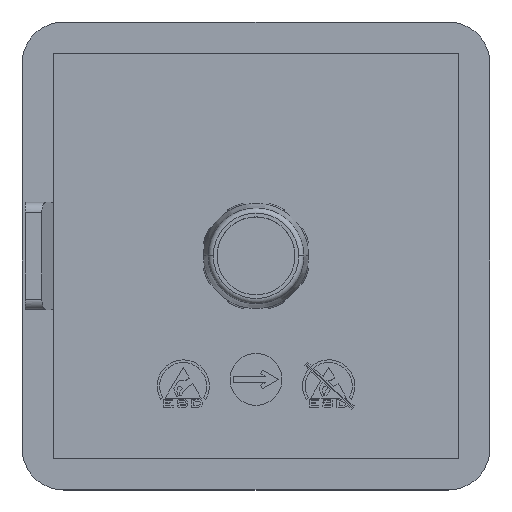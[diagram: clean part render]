
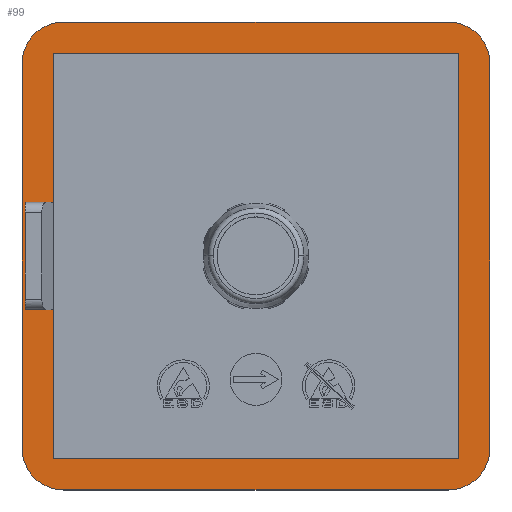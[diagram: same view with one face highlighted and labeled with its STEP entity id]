
A CAD part, top view. The second image highlights one B-rep face of the part: STEP entity #99.
In plain terms, the highlighted planar face has unit normal (0, 0, 1).
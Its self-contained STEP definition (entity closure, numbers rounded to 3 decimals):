
#99=ADVANCED_FACE('',(#452,#453),#454,.T.);
#452=FACE_OUTER_BOUND('',#1103,.T.);
#453=FACE_BOUND('',#1104,.T.);
#454=PLANE('',#1105);
#1103=EDGE_LOOP('',(#2103,#2104,#2105,#2106,#2107,#2108,#2109,#2110));
#1104=EDGE_LOOP('',(#2111,#2112,#2113,#2114,#2115,#2116,#2117,#2118));
#1105=AXIS2_PLACEMENT_3D('',#2119,#2120,#2121);
#2103=ORIENTED_EDGE('',*,*,#4668,.T.);
#2104=ORIENTED_EDGE('',*,*,#4669,.T.);
#2105=ORIENTED_EDGE('',*,*,#4670,.T.);
#2106=ORIENTED_EDGE('',*,*,#4671,.T.);
#2107=ORIENTED_EDGE('',*,*,#4672,.T.);
#2108=ORIENTED_EDGE('',*,*,#4673,.T.);
#2109=ORIENTED_EDGE('',*,*,#4674,.T.);
#2110=ORIENTED_EDGE('',*,*,#4675,.T.);
#2111=ORIENTED_EDGE('',*,*,#4676,.F.);
#2112=ORIENTED_EDGE('',*,*,#4677,.T.);
#2113=ORIENTED_EDGE('',*,*,#4678,.T.);
#2114=ORIENTED_EDGE('',*,*,#4679,.T.);
#2115=ORIENTED_EDGE('',*,*,#4680,.F.);
#2116=ORIENTED_EDGE('',*,*,#4681,.F.);
#2117=ORIENTED_EDGE('',*,*,#4682,.F.);
#2118=ORIENTED_EDGE('',*,*,#4683,.F.);
#2119=CARTESIAN_POINT('',(22.5,-22.5,4.0));
#2120=DIRECTION('',(-0.0,0.0,1.0));
#2121=DIRECTION('',(1.0,-0.0,0.0));
#4668=EDGE_CURVE('',#5784,#5785,#5786,.T.);
#4669=EDGE_CURVE('',#5785,#5787,#5788,.T.);
#4670=EDGE_CURVE('',#5787,#5789,#5790,.T.);
#4671=EDGE_CURVE('',#5789,#5791,#5792,.T.);
#4672=EDGE_CURVE('',#5791,#5793,#5794,.T.);
#4673=EDGE_CURVE('',#5793,#5795,#5796,.T.);
#4674=EDGE_CURVE('',#5795,#5797,#5798,.T.);
#4675=EDGE_CURVE('',#5797,#5784,#5799,.T.);
#4676=EDGE_CURVE('',#5800,#5801,#5802,.T.);
#4677=EDGE_CURVE('',#5800,#5803,#5804,.T.);
#4678=EDGE_CURVE('',#5803,#5805,#5806,.T.);
#4679=EDGE_CURVE('',#5805,#5807,#5808,.T.);
#4680=EDGE_CURVE('',#5809,#5807,#5810,.T.);
#4681=EDGE_CURVE('',#5811,#5809,#5812,.T.);
#4682=EDGE_CURVE('',#5813,#5811,#5814,.T.);
#4683=EDGE_CURVE('',#5801,#5813,#5815,.T.);
#5784=VERTEX_POINT('',#7436);
#5785=VERTEX_POINT('',#7437);
#5786=LINE('',#7438,#7439);
#5787=VERTEX_POINT('',#7440);
#5788=CIRCLE('',#7441,4.0);
#5789=VERTEX_POINT('',#7442);
#5790=LINE('',#7443,#7444);
#5791=VERTEX_POINT('',#7445);
#5792=CIRCLE('',#7446,4.0);
#5793=VERTEX_POINT('',#7447);
#5794=LINE('',#7448,#7449);
#5795=VERTEX_POINT('',#7450);
#5796=CIRCLE('',#7451,4.0);
#5797=VERTEX_POINT('',#7452);
#5798=LINE('',#7453,#7454);
#5799=CIRCLE('',#7455,4.0);
#5800=VERTEX_POINT('',#7456);
#5801=VERTEX_POINT('',#7457);
#5802=LINE('',#7458,#7459);
#5803=VERTEX_POINT('',#7460);
#5804=LINE('',#7461,#7462);
#5805=VERTEX_POINT('',#7463);
#5806=LINE('',#7464,#7465);
#5807=VERTEX_POINT('',#7466);
#5808=LINE('',#7467,#7468);
#5809=VERTEX_POINT('',#7469);
#5810=LINE('',#7470,#7471);
#5811=VERTEX_POINT('',#7472);
#5812=LINE('',#7473,#7474);
#5813=VERTEX_POINT('',#7475);
#5814=LINE('',#7476,#7477);
#5815=LINE('',#7478,#7479);
#7436=CARTESIAN_POINT('',(18.5,22.5,4.0));
#7437=CARTESIAN_POINT('',(-18.5,22.5,4.0));
#7438=CARTESIAN_POINT('',(-22.5,22.5,4.0));
#7439=VECTOR('',#9330,1000.0);
#7440=CARTESIAN_POINT('',(-22.5,18.5,4.0));
#7441=AXIS2_PLACEMENT_3D('',#9331,#9332,#9333);
#7442=CARTESIAN_POINT('',(-22.5,-18.5,4.0));
#7443=CARTESIAN_POINT('',(-22.5,22.5,4.0));
#7444=VECTOR('',#9334,1000.0);
#7445=CARTESIAN_POINT('',(-18.5,-22.5,4.0));
#7446=AXIS2_PLACEMENT_3D('',#9335,#9336,#9337);
#7447=CARTESIAN_POINT('',(18.5,-22.5,4.0));
#7448=CARTESIAN_POINT('',(-22.5,-22.5,4.0));
#7449=VECTOR('',#9338,1000.0);
#7450=CARTESIAN_POINT('',(22.5,-18.5,4.0));
#7451=AXIS2_PLACEMENT_3D('',#9339,#9340,#9341);
#7452=CARTESIAN_POINT('',(22.5,18.5,4.0));
#7453=CARTESIAN_POINT('',(22.5,22.5,4.0));
#7454=VECTOR('',#9342,1000.0);
#7455=AXIS2_PLACEMENT_3D('',#9343,#9344,#9345);
#7456=CARTESIAN_POINT('',(-19.5,-5.15,4.0));
#7457=CARTESIAN_POINT('',(-19.5,-19.5,4.0));
#7458=CARTESIAN_POINT('',(-19.5,19.5,4.0));
#7459=VECTOR('',#9346,1000.0);
#7460=CARTESIAN_POINT('',(-22.2,-5.15,4.0));
#7461=CARTESIAN_POINT('',(22.5,-5.15,4.0));
#7462=VECTOR('',#9347,1000.0);
#7463=CARTESIAN_POINT('',(-22.2,5.15,4.0));
#7464=CARTESIAN_POINT('',(-22.2,-22.5,4.0));
#7465=VECTOR('',#9348,1000.0);
#7466=CARTESIAN_POINT('',(-19.5,5.15,4.0));
#7467=CARTESIAN_POINT('',(22.5,5.15,4.0));
#7468=VECTOR('',#9349,1000.0);
#7469=CARTESIAN_POINT('',(-19.5,19.5,4.0));
#7470=CARTESIAN_POINT('',(-19.5,19.5,4.0));
#7471=VECTOR('',#9350,1000.0);
#7472=CARTESIAN_POINT('',(19.5,19.5,4.0));
#7473=CARTESIAN_POINT('',(-19.5,19.5,4.0));
#7474=VECTOR('',#9351,1000.0);
#7475=CARTESIAN_POINT('',(19.5,-19.5,4.0));
#7476=CARTESIAN_POINT('',(19.5,19.5,4.0));
#7477=VECTOR('',#9352,1000.0);
#7478=CARTESIAN_POINT('',(-19.5,-19.5,4.0));
#7479=VECTOR('',#9353,1000.0);
#9330=DIRECTION('',(-1.0,-0.0,-0.0));
#9331=CARTESIAN_POINT('',(-18.5,18.5,4.0));
#9332=DIRECTION('',(-0.0,0.0,1.0));
#9333=DIRECTION('',(1.0,0.0,0.0));
#9334=DIRECTION('',(0.,-1.0,0.0));
#9335=CARTESIAN_POINT('',(-18.5,-18.5,4.0));
#9336=DIRECTION('',(-0.0,0.0,1.0));
#9337=DIRECTION('',(1.0,0.0,0.0));
#9338=DIRECTION('',(1.0,0.0,0.0));
#9339=CARTESIAN_POINT('',(18.5,-18.5,4.0));
#9340=DIRECTION('',(-0.0,0.0,1.0));
#9341=DIRECTION('',(1.0,0.0,0.0));
#9342=DIRECTION('',(0.,1.0,-0.0));
#9343=CARTESIAN_POINT('',(18.5,18.5,4.0));
#9344=DIRECTION('',(-0.0,0.0,1.0));
#9345=DIRECTION('',(1.0,0.0,0.0));
#9346=DIRECTION('',(0.,-1.0,0.0));
#9347=DIRECTION('',(-1.0,0.0,-0.0));
#9348=DIRECTION('',(0.0,1.0,0.0));
#9349=DIRECTION('',(1.0,0.0,0.0));
#9350=DIRECTION('',(0.,-1.0,0.0));
#9351=DIRECTION('',(-1.0,-0.0,-0.0));
#9352=DIRECTION('',(0.,1.0,-0.0));
#9353=DIRECTION('',(1.0,0.,0.0));
